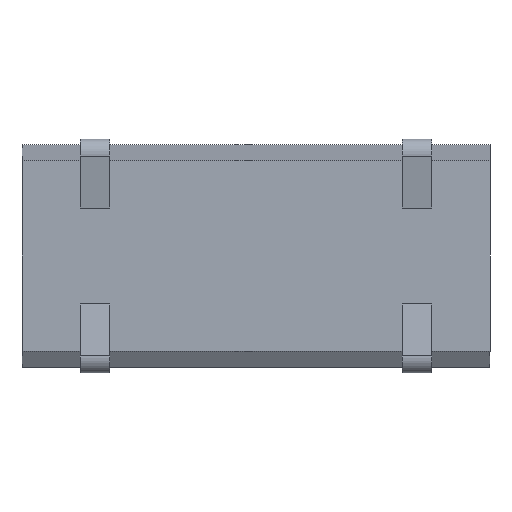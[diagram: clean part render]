
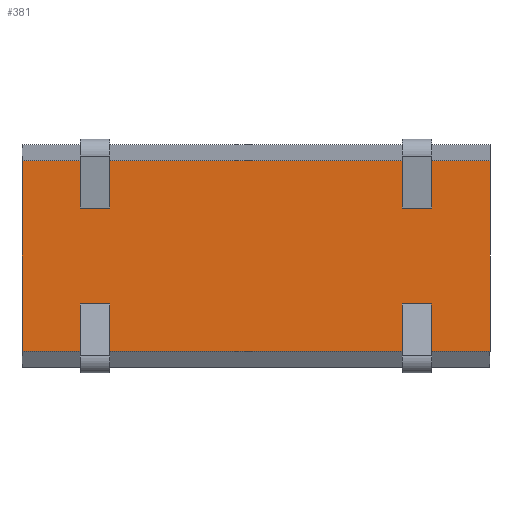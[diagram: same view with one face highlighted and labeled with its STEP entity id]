
A CAD part, front view. The second image highlights one B-rep face of the part: STEP entity #381.
In plain terms, the highlighted planar face has unit normal (0, -1, 0).
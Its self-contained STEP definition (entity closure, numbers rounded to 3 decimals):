
#114 = ORIENTED_EDGE ( 'NONE', *, *, #3752, .F. ) ;
#381 = ADVANCED_FACE ( 'NONE', ( #1381 ), #1602, .F. ) ;
#765 = DIRECTION ( 'NONE',  ( 0., 1., 0. ) ) ;
#935 = DIRECTION ( 'NONE',  ( 0., 0., -1. ) ) ;
#1080 = ORIENTED_EDGE ( 'NONE', *, *, #6186, .T. ) ;
#1101 = DIRECTION ( 'NONE',  ( -1., 0., 0. ) ) ;
#1361 = ORIENTED_EDGE ( 'NONE', *, *, #4132, .T. ) ;
#1381 = FACE_OUTER_BOUND ( 'NONE', #5624, .T. ) ;
#1390 = VERTEX_POINT ( 'NONE', #6634 ) ;
#1500 = VERTEX_POINT ( 'NONE', #4055 ) ;
#1602 = PLANE ( 'NONE',  #3341 ) ;
#2138 = CARTESIAN_POINT ( 'NONE',  ( -4., 0.16, -1.632 ) ) ;
#2364 = VERTEX_POINT ( 'NONE', #5211 ) ;
#2764 = CARTESIAN_POINT ( 'NONE',  ( 4., 0.16, 1.632 ) ) ;
#2794 = CARTESIAN_POINT ( 'NONE',  ( -4., 0.16, -1.632 ) ) ;
#2853 = VECTOR ( 'NONE', #1101, 1000. ) ;
#3077 = VECTOR ( 'NONE', #4153, 1000. ) ;
#3174 = VECTOR ( 'NONE', #935, 1000. ) ;
#3341 = AXIS2_PLACEMENT_3D ( 'NONE', #3853, #765, #5875 ) ;
#3419 = LINE ( 'NONE', #4223, #2853 ) ;
#3680 = VERTEX_POINT ( 'NONE', #2794 ) ;
#3752 = EDGE_CURVE ( 'NONE', #1390, #2364, #4555, .T. ) ;
#3853 = CARTESIAN_POINT ( 'NONE',  ( 4., 0.16, -1.632 ) ) ;
#4055 = CARTESIAN_POINT ( 'NONE',  ( -4., 0.16, 1.632 ) ) ;
#4132 = EDGE_CURVE ( 'NONE', #1390, #1500, #5719, .T. ) ;
#4153 = DIRECTION ( 'NONE',  ( 0., 0., -1. ) ) ;
#4223 = CARTESIAN_POINT ( 'NONE',  ( 4., 0.16, -1.632 ) ) ;
#4379 = DIRECTION ( 'NONE',  ( -1., 0., 0. ) ) ;
#4387 = VECTOR ( 'NONE', #4379, 1000. ) ;
#4555 = LINE ( 'NONE', #6025, #3174 ) ;
#4756 = LINE ( 'NONE', #2138, #3077 ) ;
#5211 = CARTESIAN_POINT ( 'NONE',  ( 4., 0.16, -1.632 ) ) ;
#5624 = EDGE_LOOP ( 'NONE', ( #1080, #5806, #114, #1361 ) ) ;
#5674 = EDGE_CURVE ( 'NONE', #2364, #3680, #3419, .T. ) ;
#5719 = LINE ( 'NONE', #2764, #4387 ) ;
#5806 = ORIENTED_EDGE ( 'NONE', *, *, #5674, .F. ) ;
#5875 = DIRECTION ( 'NONE',  ( 0., 0., 1. ) ) ;
#6025 = CARTESIAN_POINT ( 'NONE',  ( 4., 0.16, -1.632 ) ) ;
#6186 = EDGE_CURVE ( 'NONE', #1500, #3680, #4756, .T. ) ;
#6634 = CARTESIAN_POINT ( 'NONE',  ( 4., 0.16, 1.632 ) ) ;
